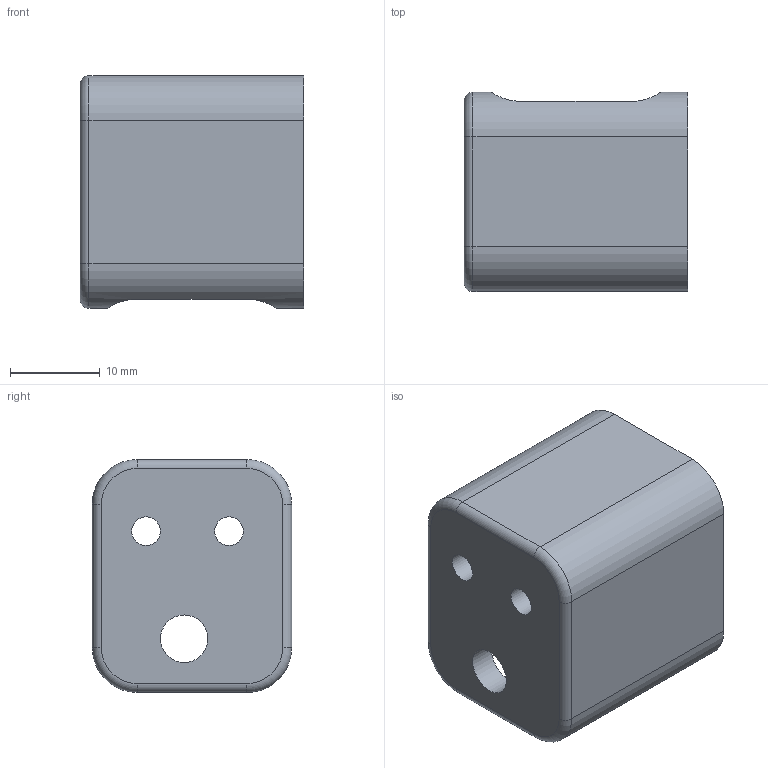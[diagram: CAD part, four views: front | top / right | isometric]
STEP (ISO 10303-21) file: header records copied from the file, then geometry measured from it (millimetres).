
FILE_DESCRIPTION(/* description */ (''),/* implementation_level */ '2;1');
FILE_NAME(/* name */ 'spring housing.step',/* time_stamp */ '2021-11-01T22:38:39+08:00',/* author */ (''),/* organization */ (''),/* preprocessor_version */ 'ST-DEVELOPER v18.1',/* originating_system */ 'Autodesk Translation Framework v10.10.0.1391',/* authorisation */ '');
FILE_SCHEMA (('AUTOMOTIVE_DESIGN { 1 0 10303 214 3 1 1 }'));
Length unit declared in the file: millimetre
Products named in the file (1): mount
Bounding box: 25 x 22.25 x 26 mm (x, y, z)
Volume: 4775.5 mm3; surface area: 4172.4 mm2
Topology: 1 solids, 1 shells, 40 faces, 97 edges, 59 vertices
Faces by surface type: cylinder 22, plane 12, torus 4, sphere 2
Full cylindrical faces by diameter (mm): 3.2 x4, 5.3 x2
Entity records: 1282 total; most frequent: CARTESIAN_POINT 271, DIRECTION 213, ORIENTED_EDGE 194, EDGE_CURVE 97, AXIS2_PLACEMENT_3D 83, VERTEX_POINT 59, EDGE_LOOP 52, LINE 47
